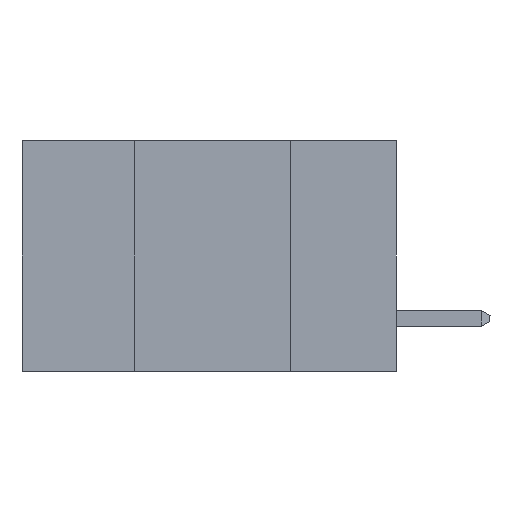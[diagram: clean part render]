
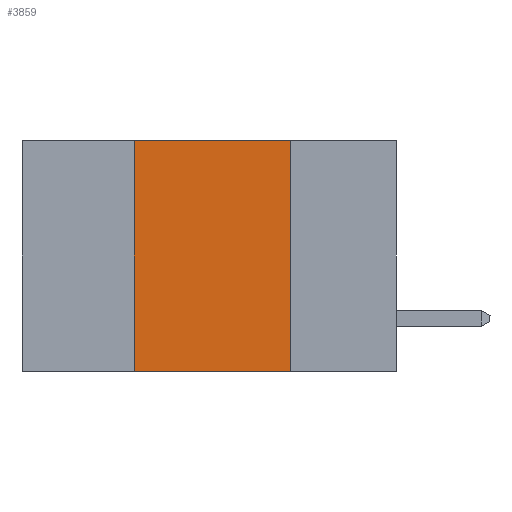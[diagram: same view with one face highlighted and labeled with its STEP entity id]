
A CAD part, left-side view. The second image highlights one B-rep face of the part: STEP entity #3859.
In plain terms, the highlighted planar face has unit normal (-1, 0, 0).
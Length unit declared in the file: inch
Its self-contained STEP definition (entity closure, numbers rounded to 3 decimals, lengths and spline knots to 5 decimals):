
#314 = LINE ( 'NONE', #9944, #9355 ) ;
#972 = DIRECTION ( 'NONE',  ( 0., -1., 0. ) ) ;
#1179 = VERTEX_POINT ( 'NONE', #3947 ) ;
#1212 = DIRECTION ( 'NONE',  ( 1., 0., 0. ) ) ;
#1316 = CARTESIAN_POINT ( 'NONE',  ( 0., 0.17, -0.37 ) ) ;
#1333 = CARTESIAN_POINT ( 'NONE',  ( 0., 0.6, 0. ) ) ;
#1967 = EDGE_CURVE ( 'NONE', #9201, #1179, #314, .T. ) ;
#2048 = EDGE_CURVE ( 'NONE', #3407, #9325, #2140, .T. ) ;
#2140 = LINE ( 'NONE', #8271, #2325 ) ;
#2251 = PLANE ( 'NONE',  #9259 ) ;
#2325 = VECTOR ( 'NONE', #5823, 39.37008 ) ;
#2697 = CARTESIAN_POINT ( 'NONE',  ( 0., 0.6, -0.37 ) ) ;
#2865 = CARTESIAN_POINT ( 'NONE',  ( 0., 0.6, 0. ) ) ;
#2979 = CARTESIAN_POINT ( 'NONE',  ( 0., 0.17, 0. ) ) ;
#3407 = VERTEX_POINT ( 'NONE', #2979 ) ;
#3696 = VECTOR ( 'NONE', #6236, 39.37008 ) ;
#3859 = ADVANCED_FACE ( 'NONE', ( #6548 ), #2251, .F. ) ;
#3947 = CARTESIAN_POINT ( 'NONE',  ( 0., 0.42, 0. ) ) ;
#4867 = ORIENTED_EDGE ( 'NONE', *, *, #9239, .T. ) ;
#5066 = VECTOR ( 'NONE', #972, 39.37008 ) ;
#5315 = LINE ( 'NONE', #2865, #5066 ) ;
#5518 = DIRECTION ( 'NONE',  ( 0., 0., 1. ) ) ;
#5823 = DIRECTION ( 'NONE',  ( 0., 0., -1. ) ) ;
#6183 = CARTESIAN_POINT ( 'NONE',  ( 0., 0.42, -0.37 ) ) ;
#6236 = DIRECTION ( 'NONE',  ( 0., -1., 0. ) ) ;
#6548 = FACE_OUTER_BOUND ( 'NONE', #9485, .T. ) ;
#7793 = ORIENTED_EDGE ( 'NONE', *, *, #8035, .F. ) ;
#8035 = EDGE_CURVE ( 'NONE', #1179, #3407, #5315, .T. ) ;
#8271 = CARTESIAN_POINT ( 'NONE',  ( 0., 0.17, -0.37 ) ) ;
#9201 = VERTEX_POINT ( 'NONE', #6183 ) ;
#9239 = EDGE_CURVE ( 'NONE', #9201, #9325, #10599, .T. ) ;
#9259 = AXIS2_PLACEMENT_3D ( 'NONE', #1333, #1212, #10050 ) ;
#9319 = ORIENTED_EDGE ( 'NONE', *, *, #1967, .F. ) ;
#9325 = VERTEX_POINT ( 'NONE', #1316 ) ;
#9355 = VECTOR ( 'NONE', #5518, 39.37008 ) ;
#9485 = EDGE_LOOP ( 'NONE', ( #11374, #7793, #9319, #4867 ) ) ;
#9944 = CARTESIAN_POINT ( 'NONE',  ( 0., 0.42, -0.37 ) ) ;
#10050 = DIRECTION ( 'NONE',  ( 0., 0., -1. ) ) ;
#10599 = LINE ( 'NONE', #2697, #3696 ) ;
#11374 = ORIENTED_EDGE ( 'NONE', *, *, #2048, .F. ) ;
